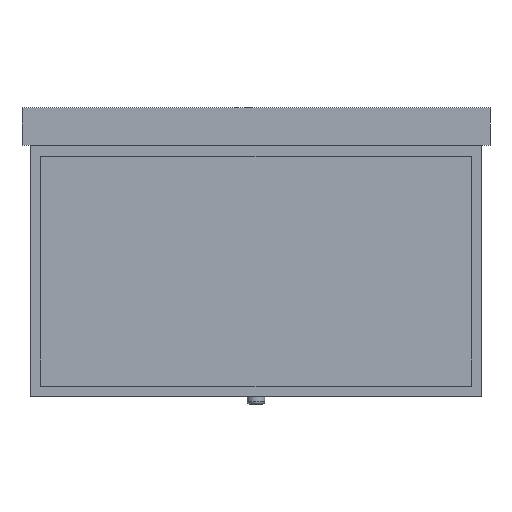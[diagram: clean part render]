
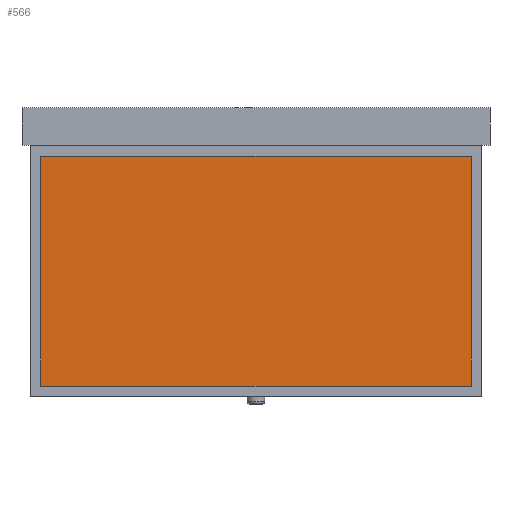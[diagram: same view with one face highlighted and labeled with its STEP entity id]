
A CAD part, front view. The second image highlights one B-rep face of the part: STEP entity #566.
In plain terms, the highlighted planar face has unit normal (0, -1, 0).
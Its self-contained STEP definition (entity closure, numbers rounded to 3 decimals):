
#45=ORIENTED_EDGE('',*,*,#139,.T.);
#46=ORIENTED_EDGE('',*,*,#140,.T.);
#47=ORIENTED_EDGE('',*,*,#141,.T.);
#48=ORIENTED_EDGE('',*,*,#142,.T.);
#139=EDGE_CURVE('',#186,#187,#225,.T.);
#140=EDGE_CURVE('',#187,#188,#226,.T.);
#141=EDGE_CURVE('',#188,#189,#227,.T.);
#142=EDGE_CURVE('',#189,#186,#228,.T.);
#186=VERTEX_POINT('',#749);
#187=VERTEX_POINT('',#750);
#188=VERTEX_POINT('',#752);
#189=VERTEX_POINT('',#754);
#225=LINE('',#748,#273);
#226=LINE('',#751,#274);
#227=LINE('',#753,#275);
#228=LINE('',#755,#276);
#273=VECTOR('',#643,1000.);
#274=VECTOR('',#644,1000.);
#275=VECTOR('',#645,1000.);
#276=VECTOR('',#646,1000.);
#314=EDGE_LOOP('',(#45,#46,#47,#48));
#344=FACE_BOUND('',#314,.T.);
#374=PLANE('',#595);
#566=ADVANCED_FACE('',(#344),#374,.T.);
#595=AXIS2_PLACEMENT_3D('',#747,#641,#642);
#641=DIRECTION('',(0.,-1.,0.));
#642=DIRECTION('',(0.,0.,-1.));
#643=DIRECTION('',(0.,0.,-1.));
#644=DIRECTION('',(1.,0.,0.));
#645=DIRECTION('',(0.,0.,1.));
#646=DIRECTION('',(-1.,0.,0.));
#747=CARTESIAN_POINT('',(0.,1.,0.));
#748=CARTESIAN_POINT('',(-160.,1.,85.5));
#749=CARTESIAN_POINT('',(-160.,1.,85.5));
#750=CARTESIAN_POINT('',(-160.,1.,-85.5));
#751=CARTESIAN_POINT('',(-160.,1.,-85.5));
#752=CARTESIAN_POINT('',(160.,1.,-85.5));
#753=CARTESIAN_POINT('',(160.,1.,-85.5));
#754=CARTESIAN_POINT('',(160.,1.,85.5));
#755=CARTESIAN_POINT('',(160.,1.,85.5));
